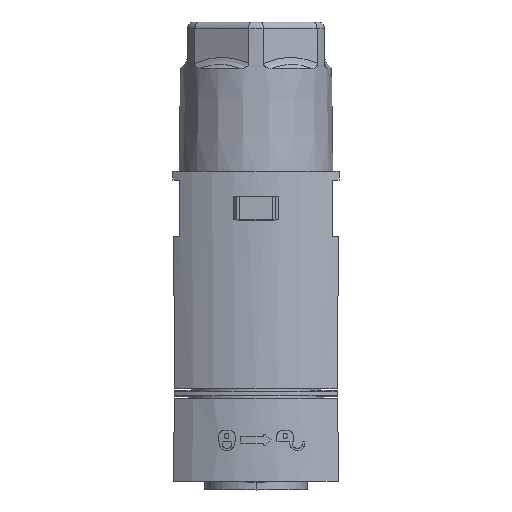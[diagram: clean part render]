
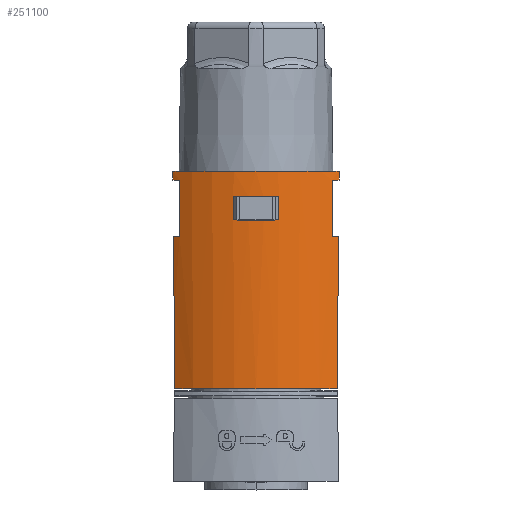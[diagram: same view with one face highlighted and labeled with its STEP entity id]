
A CAD part, front view. The second image highlights one B-rep face of the part: STEP entity #251100.
In plain terms, the highlighted cylindrical face has radius 27 mm (diameter 54 mm), a partial arc.
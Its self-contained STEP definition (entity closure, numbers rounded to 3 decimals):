
#239420=CARTESIAN_POINT('',(22.154,-0.346,
-8.1));
#239430=VERTEX_POINT('',#239420);
#249410=CARTESIAN_POINT('',(22.154,-5.8,
8.172));
#249420=VERTEX_POINT('',#249410);
#249450=CARTESIAN_POINT('',(22.154,-27.346,
-8.1));
#249460=DIRECTION('',(1.,0.,0.));
#249470=DIRECTION('',(0.,1.,
0.));
#249480=AXIS2_PLACEMENT_3D('',#249450,#249460,#249470);
#249490=CIRCLE('',#249480,27.);
#249500=EDGE_CURVE('',#239430,#249420,#249490,.T.);
#249620=CARTESIAN_POINT('',(-18.646,-27.346,
-8.1));
#249630=DIRECTION('',(-1.,0.,0.));
#249640=DIRECTION('',(0.,0.,-1.));
#249650=AXIS2_PLACEMENT_3D('',#249620,#249630,#249640);
#249660=CYLINDRICAL_SURFACE('',#249650,27.);
#249670=CARTESIAN_POINT('',(-1842.456,-27.346,
-8.1));
#249680=DIRECTION('',(0.009,0.,
1.));
#249690=DIRECTION('',(-1.,0.,
0.009));
#249700=AXIS2_PLACEMENT_3D('',#249670,#249680,#249690);
#249710=ELLIPSE('',#249700,3094.011,27.);
#249720=CARTESIAN_POINT('',(9.354,-5.716,
-24.26));
#249730=VERTEX_POINT('',#249720);
#249740=CARTESIAN_POINT('',(-20.496,-5.524,
-24.));
#249750=VERTEX_POINT('',#249740);
#249760=EDGE_CURVE('',#249730,#249750,#249710,.T.);
#249770=ORIENTED_EDGE('',*,*,#249760,.T.);
#249780=CARTESIAN_POINT('',(9.354,-27.346,
-8.1));
#249790=DIRECTION('',(1.,0.,0.));
#249800=DIRECTION('',(0.,0.801,
-0.599));
#249810=AXIS2_PLACEMENT_3D('',#249780,#249790,#249800);
#249820=CIRCLE('',#249810,27.);
#249830=CARTESIAN_POINT('',(9.354,-4.863,
-23.05));
#249840=VERTEX_POINT('',#249830);
#249850=EDGE_CURVE('',#249730,#249840,#249820,.T.);
#249860=ORIENTED_EDGE('',*,*,#249850,.F.);
#249870=CARTESIAN_POINT('',(20.354,-4.863,
-23.05));
#249880=DIRECTION('',(-1.,0.,0.));
#249890=VECTOR('',#249880,1.);
#249900=LINE('',#249870,#249890);
#249910=CARTESIAN_POINT('',(20.354,-4.863,
-23.05));
#249920=VERTEX_POINT('',#249910);
#249930=EDGE_CURVE('',#249920,#249840,#249900,.T.);
#249940=ORIENTED_EDGE('',*,*,#249930,.T.);
#249950=CARTESIAN_POINT('',(20.354,-27.346,
-8.1));
#249960=DIRECTION('',(-1.,0.,0.));
#249970=DIRECTION('',(0.,0.833,
-0.554));
#249980=AXIS2_PLACEMENT_3D('',#249950,#249960,#249970);
#249990=CIRCLE('',#249980,27.);
#250000=CARTESIAN_POINT('',(20.354,-5.788,
-24.356));
#250010=VERTEX_POINT('',#250000);
#250020=EDGE_CURVE('',#249920,#250010,#249990,.T.);
#250030=ORIENTED_EDGE('',*,*,#250020,.F.);
#250040=CARTESIAN_POINT('',(-1842.456,-27.346,
-8.1));
#250050=DIRECTION('',(0.009,0.,
1.));
#250060=DIRECTION('',(-1.,0.,
0.009));
#250070=AXIS2_PLACEMENT_3D('',#250040,#250050,#250060);
#250080=ELLIPSE('',#250070,3094.011,27.);
#250090=CARTESIAN_POINT('',(22.154,-5.8,
-24.372));
#250100=VERTEX_POINT('',#250090);
#250110=EDGE_CURVE('',#250100,#250010,#250080,.T.);
#250120=ORIENTED_EDGE('',*,*,#250110,.T.);
#250130=CARTESIAN_POINT('',(22.154,-27.346,
-8.1));
#250140=DIRECTION('',(1.,0.,0.));
#250150=DIRECTION('',(0.,0.798,
-0.603));
#250160=AXIS2_PLACEMENT_3D('',#250130,#250140,#250150);
#250170=CIRCLE('',#250160,27.);
#250180=EDGE_CURVE('',#250100,#239430,#250170,.T.);
#250190=ORIENTED_EDGE('',*,*,#250180,.F.);
#250200=ORIENTED_EDGE('',*,*,#249500,.F.);
#250210=CARTESIAN_POINT('',(-1842.456,-27.346,
-8.1));
#250220=DIRECTION('',(0.009,0.,
-1.));
#250230=DIRECTION('',(-1.,0.,
-0.009));
#250240=AXIS2_PLACEMENT_3D('',#250210,#250220,#250230);
#250250=ELLIPSE('',#250240,3094.011,27.);
#250260=CARTESIAN_POINT('',(20.354,-5.788,
8.157));
#250270=VERTEX_POINT('',#250260);
#250280=EDGE_CURVE('',#250270,#249420,#250250,.T.);
#250290=ORIENTED_EDGE('',*,*,#250280,.T.);
#250300=CARTESIAN_POINT('',(20.354,-27.346,
-8.1));
#250310=DIRECTION('',(-1.,0.,0.));
#250320=DIRECTION('',(0.,0.798,
0.602));
#250330=AXIS2_PLACEMENT_3D('',#250300,#250310,#250320);
#250340=CIRCLE('',#250330,27.);
#250350=CARTESIAN_POINT('',(20.354,-4.863,
6.85));
#250360=VERTEX_POINT('',#250350);
#250370=EDGE_CURVE('',#250270,#250360,#250340,.T.);
#250380=ORIENTED_EDGE('',*,*,#250370,.F.);
#250390=CARTESIAN_POINT('',(9.354,-4.863,
6.85));
#250400=DIRECTION('',(1.,0.,0.));
#250410=VECTOR('',#250400,1.);
#250420=LINE('',#250390,#250410);
#250430=CARTESIAN_POINT('',(9.354,-4.863,
6.85));
#250440=VERTEX_POINT('',#250430);
#250450=EDGE_CURVE('',#250440,#250360,#250420,.T.);
#250460=ORIENTED_EDGE('',*,*,#250450,.T.);
#250470=CARTESIAN_POINT('',(9.354,-27.346,
-8.1));
#250480=DIRECTION('',(1.,0.,0.));
#250490=DIRECTION('',(0.,0.833,
0.554));
#250500=AXIS2_PLACEMENT_3D('',#250470,#250480,#250490);
#250510=CIRCLE('',#250500,27.);
#250520=CARTESIAN_POINT('',(9.354,-5.716,
8.061));
#250530=VERTEX_POINT('',#250520);
#250540=EDGE_CURVE('',#250440,#250530,#250510,.T.);
#250550=ORIENTED_EDGE('',*,*,#250540,.F.);
#250560=CARTESIAN_POINT('',(-1842.456,-27.346,
-8.1));
#250570=DIRECTION('',(0.009,0.,
-1.));
#250580=DIRECTION('',(-1.,0.,
-0.009));
#250590=AXIS2_PLACEMENT_3D('',#250560,#250570,#250580);
#250600=ELLIPSE('',#250590,3094.011,27.);
#250610=CARTESIAN_POINT('',(-20.496,-5.524,
7.8));
#250620=VERTEX_POINT('',#250610);
#250630=EDGE_CURVE('',#250620,#250530,#250600,.T.);
#250640=ORIENTED_EDGE('',*,*,#250630,.T.);
#250650=CARTESIAN_POINT('',(-20.496,-27.346,
-8.1));
#250660=DIRECTION('',(-1.,0.,0.));
#250670=DIRECTION('',(0.,0.808,
0.589));
#250680=AXIS2_PLACEMENT_3D('',#250650,#250660,#250670);
#250690=CIRCLE('',#250680,27.);
#250700=EDGE_CURVE('',#250620,#249750,#250690,.T.);
#250710=ORIENTED_EDGE('',*,*,#250700,.F.);
#250720=EDGE_LOOP('',(#250710,#250640,#250550,#250460,#250380,#250290,
#250200,#250190,#250120,#250030,#249940,#249860,#249770));
#250730=FACE_OUTER_BOUND('',#250720,.T.);
#250740=CARTESIAN_POINT('',(12.58,-0.718,
-12.564));
#250750=DIRECTION('',(1.,0.,0.));
#250760=VECTOR('',#250750,1.);
#250770=LINE('',#250740,#250760);
#250780=CARTESIAN_POINT('',(12.58,-0.718,
-12.564));
#250790=VERTEX_POINT('',#250780);
#250800=CARTESIAN_POINT('',(17.127,-0.718,
-12.564));
#250810=VERTEX_POINT('',#250800);
#250820=EDGE_CURVE('',#250790,#250810,#250770,.T.);
#250830=ORIENTED_EDGE('',*,*,#250820,.T.);
#250840=CARTESIAN_POINT('',(13.045,-27.346,
-8.1));
#250850=DIRECTION('',(1.,0.017,
0.));
#250860=DIRECTION('',(0.017,-1.,
0.));
#250870=AXIS2_PLACEMENT_3D('',#250840,#250850,#250860);
#250880=ELLIPSE('',#250870,27.004,27.);
#250890=CARTESIAN_POINT('',(12.58,-0.718,
-3.635));
#250900=VERTEX_POINT('',#250890);
#250910=EDGE_CURVE('',#250790,#250900,#250880,.T.);
#250920=ORIENTED_EDGE('',*,*,#250910,.F.);
#250930=CARTESIAN_POINT('',(17.127,-0.718,
-3.635));
#250940=DIRECTION('',(-1.,0.,0.));
#250950=VECTOR('',#250940,1.);
#250960=LINE('',#250930,#250950);
#250970=CARTESIAN_POINT('',(17.127,-0.718,
-3.635));
#250980=VERTEX_POINT('',#250970);
#250990=EDGE_CURVE('',#250980,#250900,#250960,.T.);
#251000=ORIENTED_EDGE('',*,*,#250990,.T.);
#251010=CARTESIAN_POINT('',(16.662,-27.346,
-8.1));
#251020=DIRECTION('',(-1.,0.017,
0.));
#251030=DIRECTION('',(0.017,1.,
0.));
#251040=AXIS2_PLACEMENT_3D('',#251010,#251020,#251030);
#251050=ELLIPSE('',#251040,27.004,27.);
#251060=EDGE_CURVE('',#250980,#250810,#251050,.T.);
#251070=ORIENTED_EDGE('',*,*,#251060,.F.);
#251080=EDGE_LOOP('',(#251070,#251000,#250920,#250830));
#251090=FACE_BOUND('',#251080,.T.);
#251100=ADVANCED_FACE('',(#250730,#251090),#249660,.T.);
